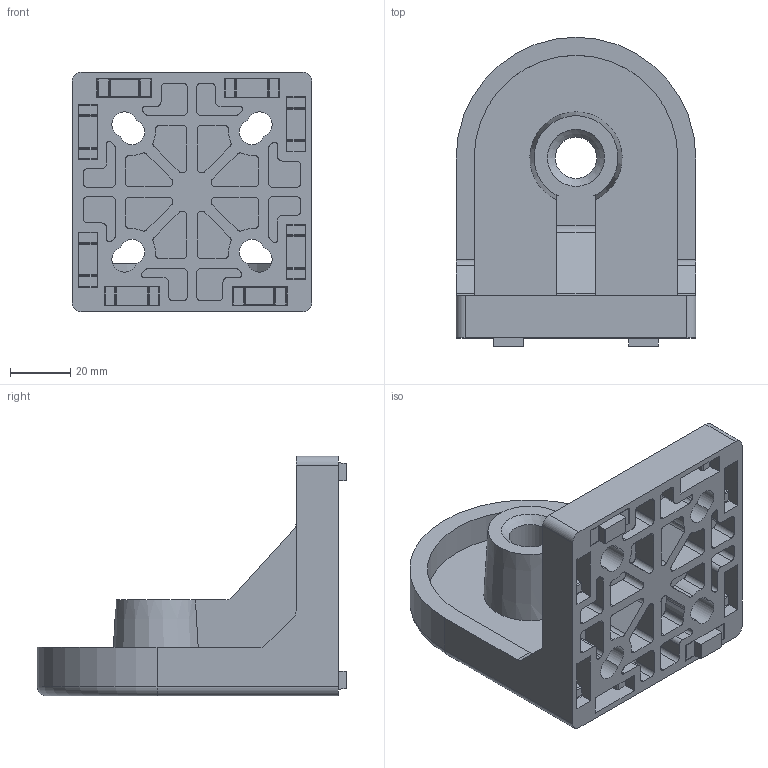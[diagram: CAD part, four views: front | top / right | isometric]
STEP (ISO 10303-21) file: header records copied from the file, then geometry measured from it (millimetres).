
FILE_DESCRIPTION(/* description */ ('STEP AP214'),/* implementation_level */ '2;1');
FILE_NAME(/* name */ '093BA1001D80M16S01',/* time_stamp */ '2022-08-09T16:10:35+02:00',/* author */ ('License CC BY-ND 4.0'),/* organization */ ('CADENAS'),/* preprocessor_version */ 'ST-DEVELOPER v18.102',/* originating_system */ 'PARTsolutions',/* authorisation */ ' ');
FILE_SCHEMA (('AUTOMOTIVE_DESIGN {1 0 10303 214 3 1 1}'));
Length unit declared in the file: millimetre
Products named in the file (3): 093BA1001D80M16S01; 093GR14_2; 093BA1001D80M16S01_1
Assembly tree (3 placements, depth 2):
  093BA1001D80M16S01
    093GR14_2  x2
    093BA1001D80M16S01_1
Bounding box: 79.8 x 103.1 x 79.8 mm (x, y, z)
Volume: 140688.5 mm3; surface area: 50222.5 mm2
Topology: 3 solids, 3 shells, 399 faces, 1095 edges, 726 vertices
Faces by surface type: plane 206, cylinder 189, cone 3, torus 1
Full cylindrical faces by diameter (mm): 13.835 x1
Entity records: 11917 total; most frequent: DIRECTION 2113, CARTESIAN_POINT 2071, ORIENTED_EDGE 2024, EDGE_CURVE 1012, AXIS2_PLACEMENT_3D 732, VERTEX_POINT 674, LINE 649, VECTOR 649
